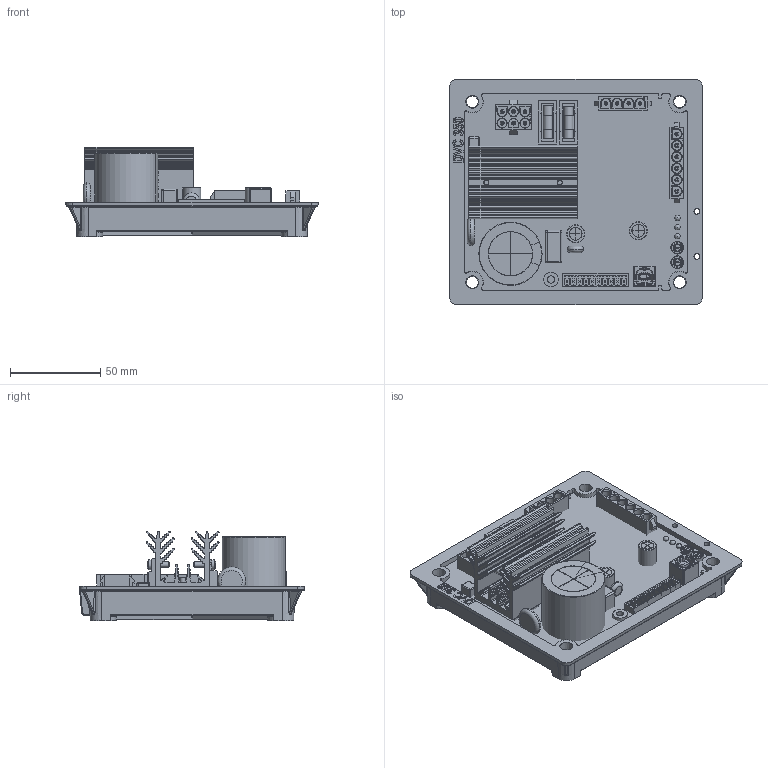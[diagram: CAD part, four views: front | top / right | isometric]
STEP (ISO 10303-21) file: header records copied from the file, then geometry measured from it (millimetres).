
FILE_DESCRIPTION(/* description */ (''),/* implementation_level */ '2;1');
FILE_NAME(/* name */ 'DVC350.stp',/* time_stamp */ '2024-02-07T12:57:34+01:00',/* author */ ('JDI'),/* organization */ (''),/* preprocessor_version */ 'ST-DEVELOPER v19.2',/* originating_system */ 'Autodesk Inventor 2023',/* authorisation */ '');
FILE_SCHEMA (('AUTOMOTIVE_DESIGN { 1 0 10303 214 3 1 1 }'));
Products named in the file (2): DVC350; DVC350_1
Assembly tree (1 placements, depth 2):
  DVC350
    DVC350_1
Bounding box: 140 x 125 x 49.55 mm (x, y, z)
Volume: 232079.2 mm3; surface area: 170242.7 mm2
Topology: 53 solids, 66 shells, 3511 faces, 8975 edges, 5760 vertices
Faces by surface type: plane 2066, cylinder 847, bspline 248, cone 160, torus 133, sphere 57
Full cylindrical faces by diameter (mm): 0.5 x2, 0.54 x2, 0.6 x4, 0.72 x2, 0.9 x2, 1 x1, 1.57 x6, 1.575 x10, 1.6 x2, 1.7 x2, 1.865 x4, 2.197 x12, 2.5 x5, 3 x15, 3.1 x1, 3.175 x10, 3.25 x2, 3.5 x1, 3.78 x1, 3.9 x2, 4 x3, 4.1 x2, 5 x2, 5.2 x4, 5.207 x7, 5.6 x4, 5.9 x4, 6.2 x2, 7 x8, 8.2 x1
Entity records: 123636 total; most frequent: CARTESIAN_POINT 36304, ORIENTED_EDGE 17776, DIRECTION 17489, EDGE_CURVE 8920, AXIS2_PLACEMENT_3D 5901, VERTEX_POINT 5756, LINE 5687, VECTOR 5687
